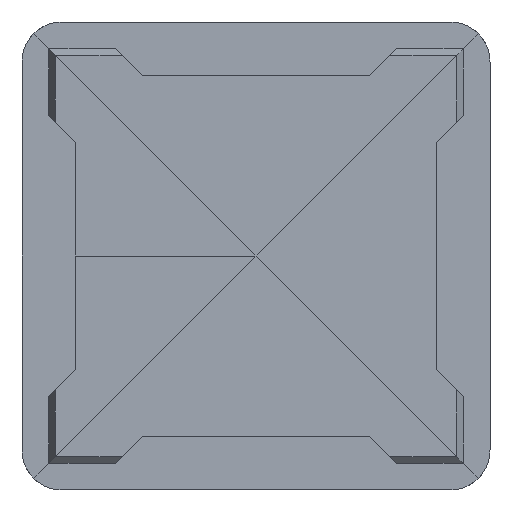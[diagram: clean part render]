
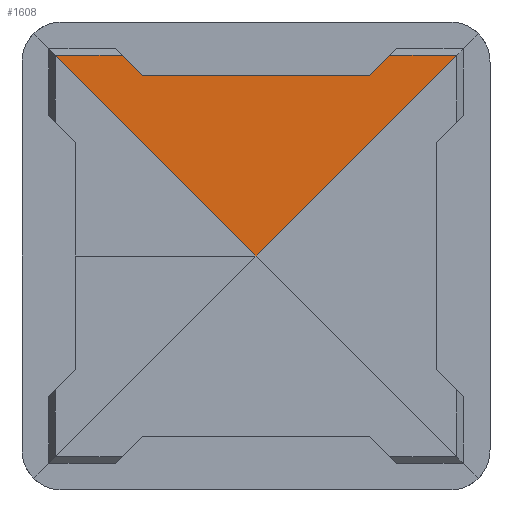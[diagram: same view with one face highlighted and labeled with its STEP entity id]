
A CAD part, front view. The second image highlights one B-rep face of the part: STEP entity #1608.
In plain terms, the highlighted planar face has unit normal (0, -1, 0).
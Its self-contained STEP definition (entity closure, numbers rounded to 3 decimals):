
#94 = DIRECTION ( 'NONE',  ( 0.707, 0., 0.707 ) ) ;
#113 = PLANE ( 'NONE',  #649 ) ;
#236 = EDGE_CURVE ( 'NONE', #2271, #615, #1247, .T. ) ;
#288 = ORIENTED_EDGE ( 'NONE', *, *, #1228, .F. ) ;
#375 = CARTESIAN_POINT ( 'NONE',  ( -8.75, 0., -8.75 ) ) ;
#517 = LINE ( 'NONE', #3539, #2520 ) ;
#608 = VERTEX_POINT ( 'NONE', #1094 ) ;
#615 = VERTEX_POINT ( 'NONE', #3230 ) ;
#649 = AXIS2_PLACEMENT_3D ( 'NONE', #3749, #2242, #726 ) ;
#726 = DIRECTION ( 'NONE',  ( 0., 0., 1. ) ) ;
#744 = VERTEX_POINT ( 'NONE', #2676 ) ;
#778 = CARTESIAN_POINT ( 'NONE',  ( 10., 0., 15. ) ) ;
#846 = EDGE_CURVE ( 'NONE', #608, #615, #2188, .T. ) ;
#857 = EDGE_CURVE ( 'NONE', #2271, #744, #2845, .T. ) ;
#1022 = ORIENTED_EDGE ( 'NONE', *, *, #2937, .T. ) ;
#1024 = VECTOR ( 'NONE', #94, 1000. ) ;
#1094 = CARTESIAN_POINT ( 'NONE',  ( 0., 0., 0. ) ) ;
#1102 = VERTEX_POINT ( 'NONE', #1479 ) ;
#1228 = EDGE_CURVE ( 'NONE', #1102, #3289, #517, .T. ) ;
#1247 = LINE ( 'NONE', #2430, #1535 ) ;
#1479 = CARTESIAN_POINT ( 'NONE',  ( 8.5, 0., 13.5 ) ) ;
#1535 = VECTOR ( 'NONE', #3642, 1000. ) ;
#1558 = DIRECTION ( 'NONE',  ( 0.707, 0., -0.707 ) ) ;
#1587 = LINE ( 'NONE', #2578, #2025 ) ;
#1608 = ADVANCED_FACE ( 'NONE', ( #2596 ), #113, .F. ) ;
#1700 = VERTEX_POINT ( 'NONE', #2638 ) ;
#1788 = VECTOR ( 'NONE', #3707, 1000. ) ;
#1816 = LINE ( 'NONE', #2462, #1831 ) ;
#1831 = VECTOR ( 'NONE', #2412, 1000. ) ;
#1865 = CARTESIAN_POINT ( 'NONE',  ( -8.75, 0., 8.75 ) ) ;
#1913 = ORIENTED_EDGE ( 'NONE', *, *, #3026, .F. ) ;
#1993 = EDGE_LOOP ( 'NONE', ( #3222, #2814, #3798, #1022, #3772, #288, #1913 ) ) ;
#2025 = VECTOR ( 'NONE', #2264, 1000. ) ;
#2188 = LINE ( 'NONE', #1865, #1788 ) ;
#2242 = DIRECTION ( 'NONE',  ( 0., 1., 0. ) ) ;
#2264 = DIRECTION ( 'NONE',  ( 1., 0., 0. ) ) ;
#2271 = VERTEX_POINT ( 'NONE', #2986 ) ;
#2412 = DIRECTION ( 'NONE',  ( -1., 0., 0. ) ) ;
#2430 = CARTESIAN_POINT ( 'NONE',  ( 17.5, 0., 15. ) ) ;
#2462 = CARTESIAN_POINT ( 'NONE',  ( 17.5, 0., 15. ) ) ;
#2520 = VECTOR ( 'NONE', #3676, 1000. ) ;
#2578 = CARTESIAN_POINT ( 'NONE',  ( -8.5, 0., 13.5 ) ) ;
#2596 = FACE_OUTER_BOUND ( 'NONE', #1993, .T. ) ;
#2601 = VECTOR ( 'NONE', #1558, 1000. ) ;
#2638 = CARTESIAN_POINT ( 'NONE',  ( 15., 0., 15. ) ) ;
#2676 = CARTESIAN_POINT ( 'NONE',  ( -8.5, 0., 13.5 ) ) ;
#2814 = ORIENTED_EDGE ( 'NONE', *, *, #236, .T. ) ;
#2845 = LINE ( 'NONE', #3406, #2601 ) ;
#2937 = EDGE_CURVE ( 'NONE', #608, #1700, #3454, .T. ) ;
#2986 = CARTESIAN_POINT ( 'NONE',  ( -10., 0., 15. ) ) ;
#3026 = EDGE_CURVE ( 'NONE', #744, #1102, #1587, .T. ) ;
#3222 = ORIENTED_EDGE ( 'NONE', *, *, #857, .F. ) ;
#3230 = CARTESIAN_POINT ( 'NONE',  ( -15., 0., 15. ) ) ;
#3289 = VERTEX_POINT ( 'NONE', #778 ) ;
#3406 = CARTESIAN_POINT ( 'NONE',  ( -12.5, 0., 17.5 ) ) ;
#3454 = LINE ( 'NONE', #375, #1024 ) ;
#3539 = CARTESIAN_POINT ( 'NONE',  ( 8.5, 0., 13.5 ) ) ;
#3642 = DIRECTION ( 'NONE',  ( -1., 0., 0. ) ) ;
#3676 = DIRECTION ( 'NONE',  ( 0.707, 0., 0.707 ) ) ;
#3707 = DIRECTION ( 'NONE',  ( -0.707, 0., 0.707 ) ) ;
#3749 = CARTESIAN_POINT ( 'NONE',  ( 17.5, 0., 0. ) ) ;
#3772 = ORIENTED_EDGE ( 'NONE', *, *, #3787, .T. ) ;
#3787 = EDGE_CURVE ( 'NONE', #1700, #3289, #1816, .T. ) ;
#3798 = ORIENTED_EDGE ( 'NONE', *, *, #846, .F. ) ;
